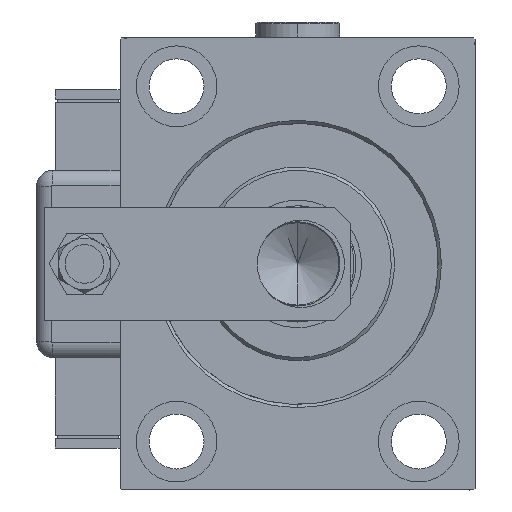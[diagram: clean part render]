
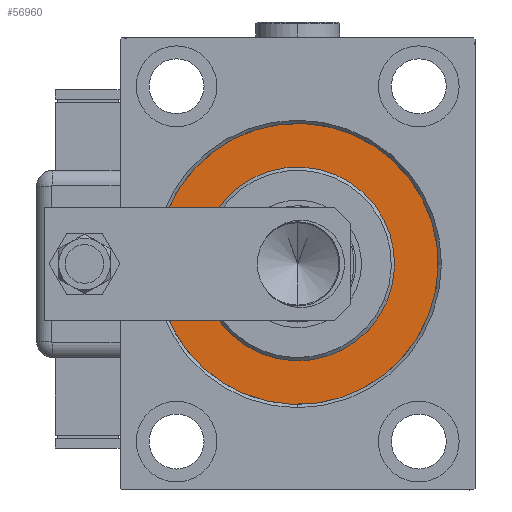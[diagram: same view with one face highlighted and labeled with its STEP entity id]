
A CAD part, left-side view. The second image highlights one B-rep face of the part: STEP entity #56960.
In plain terms, the highlighted face is planar.
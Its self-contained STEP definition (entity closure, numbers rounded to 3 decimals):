
#435 = PLANE ( 'NONE',  #9958 ) ;
#2567 = VERTEX_POINT ( 'NONE', #9312 ) ;
#4656 = EDGE_LOOP ( 'NONE', ( #42267, #52001 ) ) ;
#4675 = VERTEX_POINT ( 'NONE', #37684 ) ;
#5057 = FACE_BOUND ( 'NONE', #4656, .T. ) ;
#5315 = CIRCLE ( 'NONE', #42835, 43.5 ) ;
#5608 = AXIS2_PLACEMENT_3D ( 'NONE', #50872, #17790, #45324 ) ;
#7523 = CARTESIAN_POINT ( 'NONE',  ( 0., 0., 43.5 ) ) ;
#7642 = VERTEX_POINT ( 'NONE', #7523 ) ;
#7751 = CARTESIAN_POINT ( 'NONE',  ( 0., 0., 0. ) ) ;
#9312 = CARTESIAN_POINT ( 'NONE',  ( 0., 0., 30. ) ) ;
#9958 = AXIS2_PLACEMENT_3D ( 'NONE', #14925, #46819, #51435 ) ;
#12689 = DIRECTION ( 'NONE',  ( 0., 0., -1. ) ) ;
#14706 = DIRECTION ( 'NONE',  ( -1., 0., 0. ) ) ;
#14925 = CARTESIAN_POINT ( 'NONE',  ( 0., 0., 0. ) ) ;
#17790 = DIRECTION ( 'NONE',  ( 1., 0., 0. ) ) ;
#18067 = DIRECTION ( 'NONE',  ( 0., 0., 1. ) ) ;
#18360 = FACE_OUTER_BOUND ( 'NONE', #42364, .T. ) ;
#19636 = DIRECTION ( 'NONE',  ( 0., 0., 1. ) ) ;
#24011 = EDGE_CURVE ( 'NONE', #48365, #7642, #5315, .T. ) ;
#25208 = EDGE_CURVE ( 'NONE', #2567, #4675, #26934, .T. ) ;
#26934 = CIRCLE ( 'NONE', #32840, 30. ) ;
#27086 = ORIENTED_EDGE ( 'NONE', *, *, #50037, .F. ) ;
#28034 = CARTESIAN_POINT ( 'NONE',  ( 0., 0., 0. ) ) ;
#32268 = ORIENTED_EDGE ( 'NONE', *, *, #24011, .F. ) ;
#32281 = CARTESIAN_POINT ( 'NONE',  ( 0., 0., 0. ) ) ;
#32840 = AXIS2_PLACEMENT_3D ( 'NONE', #7751, #50706, #12689 ) ;
#35792 = EDGE_CURVE ( 'NONE', #4675, #2567, #44101, .T. ) ;
#37684 = CARTESIAN_POINT ( 'NONE',  ( 0., 0., -30. ) ) ;
#38335 = CIRCLE ( 'NONE', #50168, 43.5 ) ;
#39344 = CARTESIAN_POINT ( 'NONE',  ( 0., 0., -43.5 ) ) ;
#42267 = ORIENTED_EDGE ( 'NONE', *, *, #25208, .F. ) ;
#42364 = EDGE_LOOP ( 'NONE', ( #32268, #27086 ) ) ;
#42835 = AXIS2_PLACEMENT_3D ( 'NONE', #32281, #51138, #18067 ) ;
#44101 = CIRCLE ( 'NONE', #5608, 30. ) ;
#45324 = DIRECTION ( 'NONE',  ( 0., 0., -1. ) ) ;
#46819 = DIRECTION ( 'NONE',  ( -1., 0., 0. ) ) ;
#48365 = VERTEX_POINT ( 'NONE', #39344 ) ;
#50037 = EDGE_CURVE ( 'NONE', #7642, #48365, #38335, .T. ) ;
#50168 = AXIS2_PLACEMENT_3D ( 'NONE', #28034, #14706, #19636 ) ;
#50706 = DIRECTION ( 'NONE',  ( 1., 0., 0. ) ) ;
#50872 = CARTESIAN_POINT ( 'NONE',  ( 0., 0., 0. ) ) ;
#51138 = DIRECTION ( 'NONE',  ( -1., 0., 0. ) ) ;
#51435 = DIRECTION ( 'NONE',  ( 0., 0., 1. ) ) ;
#52001 = ORIENTED_EDGE ( 'NONE', *, *, #35792, .F. ) ;
#56960 = ADVANCED_FACE ( 'NONE', ( #5057, #18360 ), #435, .F. ) ;
